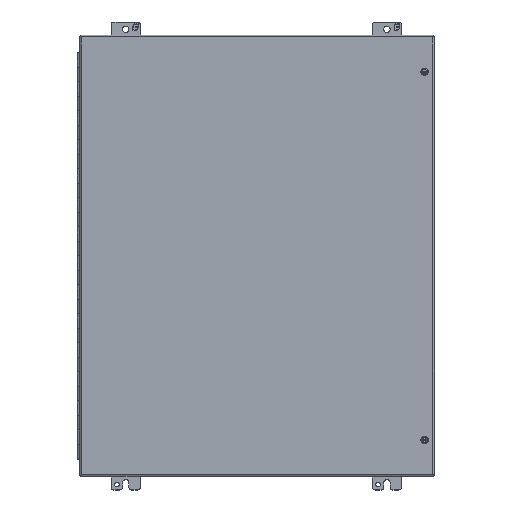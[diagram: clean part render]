
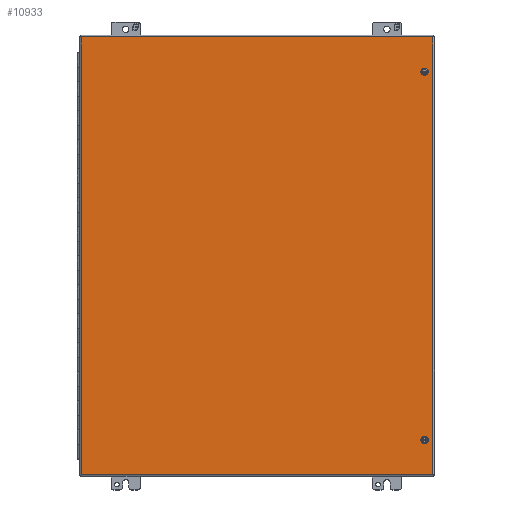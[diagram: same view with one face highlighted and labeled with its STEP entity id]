
A CAD part, top view. The second image highlights one B-rep face of the part: STEP entity #10933.
In plain terms, the highlighted planar face has unit normal (0, 0, 1).
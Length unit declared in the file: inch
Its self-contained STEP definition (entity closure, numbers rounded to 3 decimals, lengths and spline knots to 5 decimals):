
#323 = VECTOR ( 'NONE', #7997, 39.37008 ) ;
#702 = CIRCLE ( 'NONE', #10737, 0.133 ) ;
#763 = EDGE_CURVE ( 'NONE', #14628, #22874, #18773, .T. ) ;
#930 = CARTESIAN_POINT ( 'NONE',  ( 12.16998, -15.0795, 7.172 ) ) ;
#1339 = DIRECTION ( 'NONE',  ( 0., 0., -1. ) ) ;
#2031 = DIRECTION ( 'NONE',  ( 0., -1., 0. ) ) ;
#2399 = EDGE_CURVE ( 'NONE', #22874, #3423, #29181, .T. ) ;
#3401 = DIRECTION ( 'NONE',  ( 0., -1., 0. ) ) ;
#3423 = VERTEX_POINT ( 'NONE', #29031 ) ;
#3601 = CARTESIAN_POINT ( 'NONE',  ( 11.58998, 12.6865, 7.172 ) ) ;
#3989 = DIRECTION ( 'NONE',  ( 1., 0., 0. ) ) ;
#4068 = CIRCLE ( 'NONE', #7192, 0.133 ) ;
#4862 = VECTOR ( 'NONE', #9230, 39.37008 ) ;
#4907 = CARTESIAN_POINT ( 'NONE',  ( -12.05202, 15.0795, 7.172 ) ) ;
#5068 = CARTESIAN_POINT ( 'NONE',  ( 11.58998, 12.8195, 7.172 ) ) ;
#5334 = CIRCLE ( 'NONE', #26772, 0.133 ) ;
#5488 = VECTOR ( 'NONE', #3989, 39.37008 ) ;
#5943 = CARTESIAN_POINT ( 'NONE',  ( 11.58998, -12.8195, 7.172 ) ) ;
#7192 = AXIS2_PLACEMENT_3D ( 'NONE', #10678, #10882, #13222 ) ;
#7631 = LINE ( 'NONE', #15229, #323 ) ;
#7997 = DIRECTION ( 'NONE',  ( 0., 1., 0. ) ) ;
#8011 = ORIENTED_EDGE ( 'NONE', *, *, #25987, .T. ) ;
#8172 = CARTESIAN_POINT ( 'NONE',  ( 11.58998, 12.6865, 7.172 ) ) ;
#8358 = VERTEX_POINT ( 'NONE', #13271 ) ;
#8614 = AXIS2_PLACEMENT_3D ( 'NONE', #28701, #10048, #12518 ) ;
#9230 = DIRECTION ( 'NONE',  ( -1., 0., 0. ) ) ;
#9557 = VERTEX_POINT ( 'NONE', #16485 ) ;
#9825 = EDGE_CURVE ( 'NONE', #23049, #14628, #7631, .T. ) ;
#9985 = EDGE_LOOP ( 'NONE', ( #15484, #8011 ) ) ;
#10048 = DIRECTION ( 'NONE',  ( 0., 0., 1. ) ) ;
#10157 = PLANE ( 'NONE',  #8614 ) ;
#10678 = CARTESIAN_POINT ( 'NONE',  ( 11.58998, -12.6865, 7.172 ) ) ;
#10737 = AXIS2_PLACEMENT_3D ( 'NONE', #15695, #11102, #2031 ) ;
#10882 = DIRECTION ( 'NONE',  ( 0., 0., -1. ) ) ;
#10933 = ADVANCED_FACE ( 'NONE', ( #25024, #24669, #12293 ), #10157, .T. ) ;
#11102 = DIRECTION ( 'NONE',  ( 0., 0., -1. ) ) ;
#11575 = EDGE_CURVE ( 'NONE', #9557, #13536, #20346, .T. ) ;
#12293 = FACE_BOUND ( 'NONE', #9985, .T. ) ;
#12518 = DIRECTION ( 'NONE',  ( 0., -1., 0. ) ) ;
#13222 = DIRECTION ( 'NONE',  ( 0., -1., 0. ) ) ;
#13271 = CARTESIAN_POINT ( 'NONE',  ( 11.58998, -12.5535, 7.172 ) ) ;
#13536 = VERTEX_POINT ( 'NONE', #5068 ) ;
#13830 = CARTESIAN_POINT ( 'NONE',  ( -12.05202, 15.0795, 7.172 ) ) ;
#14628 = VERTEX_POINT ( 'NONE', #16478 ) ;
#14675 = ORIENTED_EDGE ( 'NONE', *, *, #2399, .T. ) ;
#14876 = EDGE_CURVE ( 'NONE', #3423, #23049, #27025, .T. ) ;
#15229 = CARTESIAN_POINT ( 'NONE',  ( 12.16998, -15.0795, 7.172 ) ) ;
#15484 = ORIENTED_EDGE ( 'NONE', *, *, #27336, .T. ) ;
#15695 = CARTESIAN_POINT ( 'NONE',  ( 11.58998, -12.6865, 7.172 ) ) ;
#16478 = CARTESIAN_POINT ( 'NONE',  ( 12.16998, 15.0795, 7.172 ) ) ;
#16485 = CARTESIAN_POINT ( 'NONE',  ( 11.58998, 12.5535, 7.172 ) ) ;
#17036 = EDGE_LOOP ( 'NONE', ( #24197, #24498, #14675, #17890 ) ) ;
#17890 = ORIENTED_EDGE ( 'NONE', *, *, #14876, .T. ) ;
#17892 = CARTESIAN_POINT ( 'NONE',  ( -12.05202, -15.0795, 7.172 ) ) ;
#18295 = EDGE_LOOP ( 'NONE', ( #22607, #25485 ) ) ;
#18315 = VERTEX_POINT ( 'NONE', #5943 ) ;
#18773 = LINE ( 'NONE', #13830, #4862 ) ;
#18825 = AXIS2_PLACEMENT_3D ( 'NONE', #3601, #22251, #3401 ) ;
#20346 = CIRCLE ( 'NONE', #18825, 0.133 ) ;
#21865 = DIRECTION ( 'NONE',  ( 0., -1., 0. ) ) ;
#22251 = DIRECTION ( 'NONE',  ( 0., 0., -1. ) ) ;
#22607 = ORIENTED_EDGE ( 'NONE', *, *, #11575, .T. ) ;
#22670 = CARTESIAN_POINT ( 'NONE',  ( -12.05202, -15.0795, 7.172 ) ) ;
#22874 = VERTEX_POINT ( 'NONE', #4907 ) ;
#23049 = VERTEX_POINT ( 'NONE', #930 ) ;
#23131 = EDGE_CURVE ( 'NONE', #13536, #9557, #5334, .T. ) ;
#24197 = ORIENTED_EDGE ( 'NONE', *, *, #9825, .T. ) ;
#24498 = ORIENTED_EDGE ( 'NONE', *, *, #763, .T. ) ;
#24669 = FACE_BOUND ( 'NONE', #18295, .T. ) ;
#25024 = FACE_OUTER_BOUND ( 'NONE', #17036, .T. ) ;
#25485 = ORIENTED_EDGE ( 'NONE', *, *, #23131, .T. ) ;
#25987 = EDGE_CURVE ( 'NONE', #8358, #18315, #4068, .T. ) ;
#26772 = AXIS2_PLACEMENT_3D ( 'NONE', #8172, #1339, #29038 ) ;
#27025 = LINE ( 'NONE', #17892, #5488 ) ;
#27336 = EDGE_CURVE ( 'NONE', #18315, #8358, #702, .T. ) ;
#28701 = CARTESIAN_POINT ( 'NONE',  ( -12.05202, -15.0795, 7.172 ) ) ;
#29031 = CARTESIAN_POINT ( 'NONE',  ( -12.05202, -15.0795, 7.172 ) ) ;
#29038 = DIRECTION ( 'NONE',  ( 0., -1., 0. ) ) ;
#29181 = LINE ( 'NONE', #22670, #29893 ) ;
#29893 = VECTOR ( 'NONE', #21865, 39.37008 ) ;
